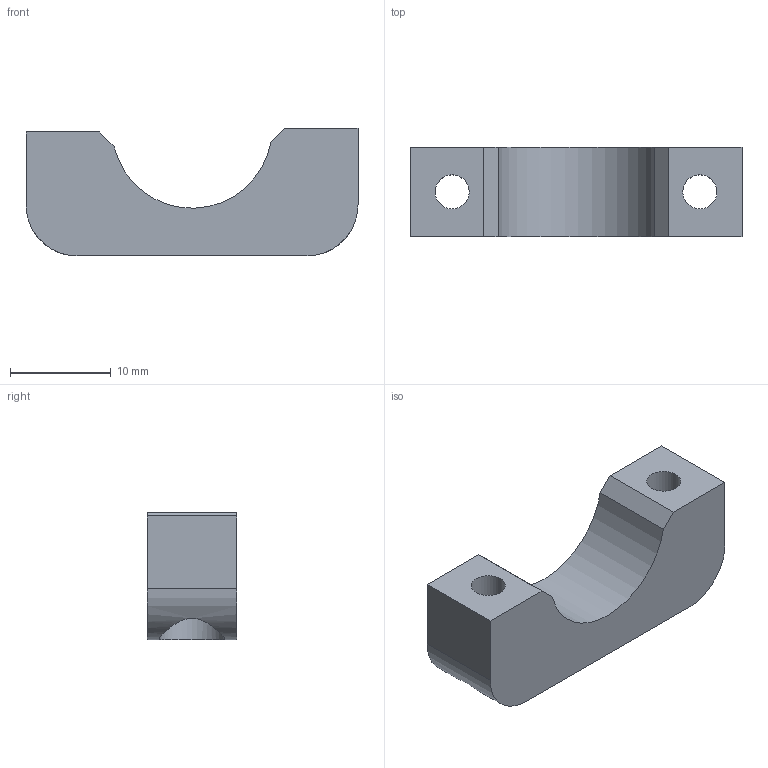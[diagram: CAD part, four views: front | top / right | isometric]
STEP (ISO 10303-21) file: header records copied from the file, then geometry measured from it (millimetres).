
FILE_DESCRIPTION(/* description */ ('Resonant Scanner Clamp'),/* implementation_level */ '2;1');
FILE_NAME(/* name */ '20-1531-001_ResGalvoClamp.stp',/* time_stamp */ '2022-05-25T18:01:41-04:00',/* author */ ('kk4764'),/* organization */ (''),/* preprocessor_version */ 'ST-DEVELOPER v18.1',/* originating_system */ 'Autodesk Inventor 2022',/* authorisation */ '');
FILE_SCHEMA (('AUTOMOTIVE_DESIGN { 1 0 10303 214 3 1 1 }'));
Length unit declared in the file: inch
Products named in the file (1): Thorlabs_20-1531-001_ResGalvoClamp
Bounding box: 33.02 x 8.89 x 12.7 mm (x, y, z)
Volume: 2195.8 mm3; surface area: 1767.2 mm2
Topology: 1 solids, 1 shells, 20 faces, 51 edges, 34 vertices
Faces by surface type: plane 12, cylinder 8
Full cylindrical faces by diameter (mm): 1.587 x1, 3.4 x2, 6.5 x2
Entity records: 708 total; most frequent: CARTESIAN_POINT 157, DIRECTION 107, ORIENTED_EDGE 102, EDGE_CURVE 51, AXIS2_PLACEMENT_3D 38, VERTEX_POINT 34, LINE 31, VECTOR 31
